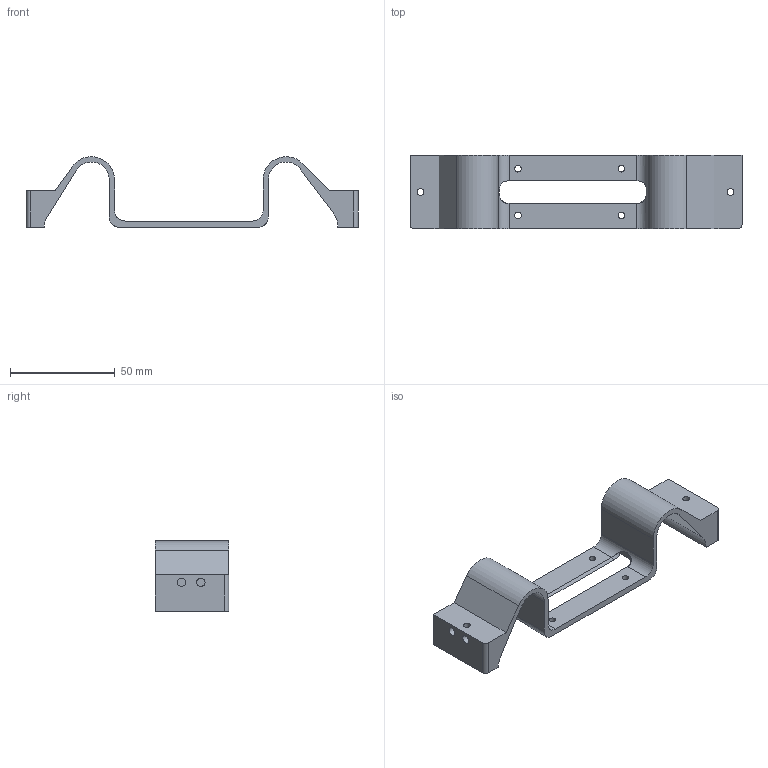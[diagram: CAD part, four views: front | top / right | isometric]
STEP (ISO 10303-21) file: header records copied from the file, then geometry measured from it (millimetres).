
FILE_DESCRIPTION(/* description */ (''),/* implementation_level */ '2;1');
FILE_NAME(/* name */ 'TopHalf2.stp',/* time_stamp */ '2025-12-29T15:55:30-05:00',/* author */ ('nmari'),/* organization */ (''),/* preprocessor_version */ 'ST-DEVELOPER v20.1',/* originating_system */ 'Autodesk Inventor 2026',/* authorisation */ '');
FILE_SCHEMA (('AUTOMOTIVE_DESIGN { 1 0 10303 214 3 1 1 }'));
Length unit declared in the file: millimetre
Products named in the file (1): TopHalf2
Bounding box: 158.1 x 35 x 33.63 mm (x, y, z)
Volume: 31554.8 mm3; surface area: 19135.3 mm2
Topology: 1 solids, 1 shells, 54 faces, 146 edges, 94 vertices
Faces by surface type: plane 28, cylinder 24, bspline 2
Full cylindrical faces by diameter (mm): 3.2 x6, 4 x4
Entity records: 1867 total; most frequent: CARTESIAN_POINT 423, DIRECTION 292, ORIENTED_EDGE 288, EDGE_CURVE 144, AXIS2_PLACEMENT_3D 103, VERTEX_POINT 94, LINE 86, VECTOR 86
